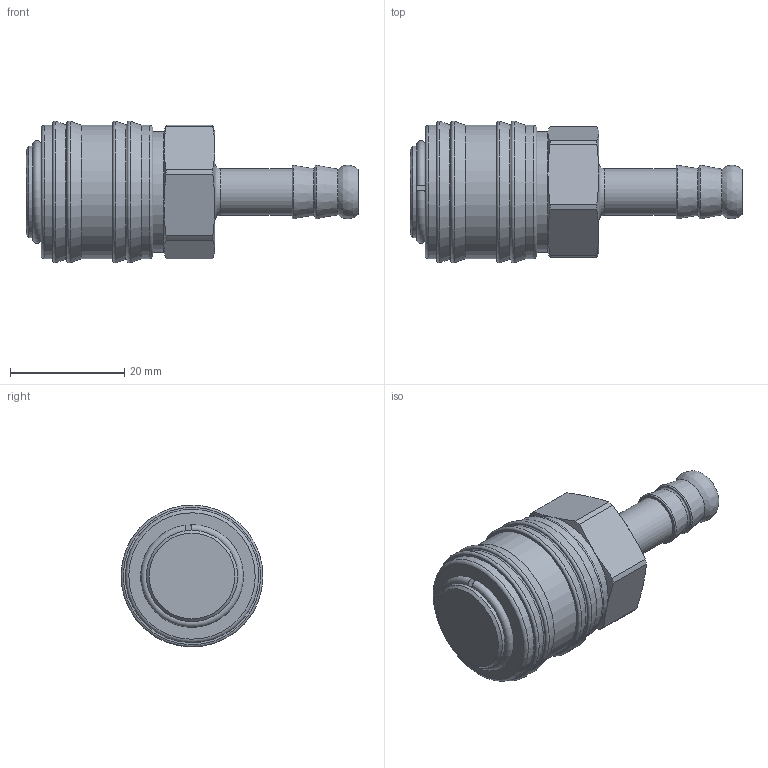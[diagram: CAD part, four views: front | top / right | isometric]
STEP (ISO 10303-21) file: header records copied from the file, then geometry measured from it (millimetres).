
FILE_DESCRIPTION((''),'2;1');
FILE_NAME('26katf08mpxs.stp','2012-10-12T07:41:46',('IA176480'),(''),'Autodesk Inventor 2011','Autodesk Inventor 2011','');
FILE_SCHEMA(('AUTOMOTIVE_DESIGN { 1 0 10303 214 1 1 1 1 }'));
Length unit declared in the file: millimetre
Products named in the file (1): D104560
Bounding box: 58 x 24.79 x 24.79 mm (x, y, z)
Volume: 12866.7 mm3; surface area: 7224.5 mm2
Topology: 3 solids, 4 shells, 89 faces, 188 edges, 117 vertices
Faces by surface type: plane 28, cone 23, cylinder 22, torus 15, bspline 1
Full cylindrical faces by diameter (mm): 8.1 x1, 14.95 x1, 15.95 x2, 16.1 x1, 16.65 x1, 17 x1, 18 x2, 21 x1, 21.1 x1, 23.3 x3
Entity records: 2404 total; most frequent: CARTESIAN_POINT 544, DIRECTION 390, ORIENTED_EDGE 288, AXIS2_PLACEMENT_3D 187, EDGE_CURVE 144, EDGE_LOOP 144, VERTEX_POINT 110, FACE_OUTER_BOUND 89
